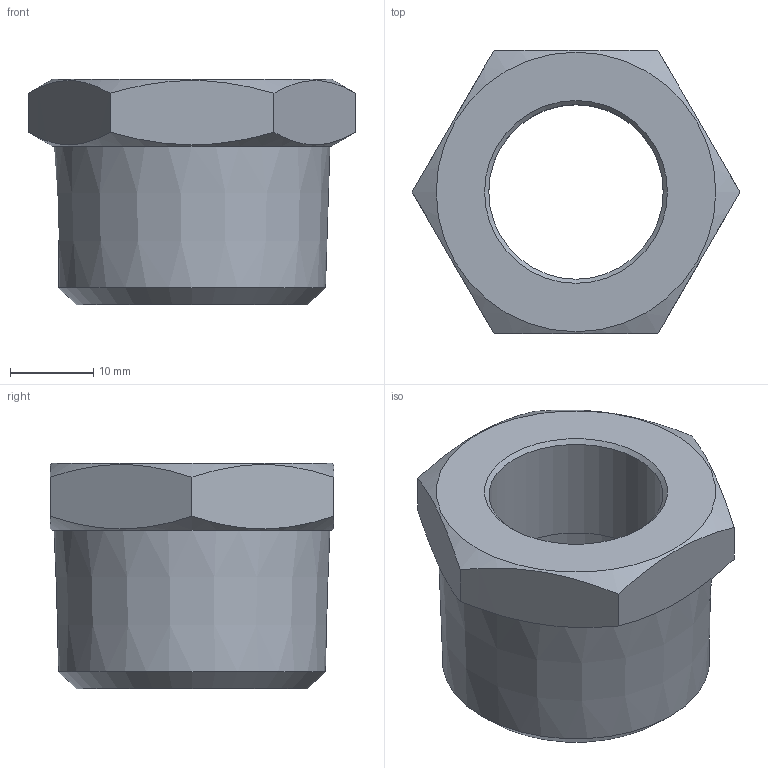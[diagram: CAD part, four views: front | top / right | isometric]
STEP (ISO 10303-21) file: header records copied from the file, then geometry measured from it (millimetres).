
FILE_DESCRIPTION( ( 'STEP AP214' ), '1' );
FILE_NAME( 'psolqas_11740_42.stp', '2021-03-04T17:27:51', ( 'License CC BY-ND 4.0' ), ( 'CADENAS' ), ' ', 'PARTsolutions', ' ' );
FILE_SCHEMA( ( 'AUTOMOTIVE_DESIGN { 1 0 10303 214 1 1 1 1 }' ) );
Length unit declared in the file: metre
Products named in the file (1): NONE
Bounding box: 39.26 x 34 x 27 mm (x, y, z)
Volume: 12461 mm3; surface area: 5720.9 mm2
Topology: 1 solids, 1 shells, 18 faces, 41 edges, 26 vertices
Faces by surface type: plane 9, cone 7, cylinder 2
Full cylindrical faces by diameter (mm): 20.91 x1, 24.5 x1
Entity records: 772 total; most frequent: CARTESIAN_POINT 261, DIRECTION 66, ORIENTED_EDGE 62, EDGE_CURVE 31, AXIS2_PLACEMENT_3D 30, EDGE_LOOP 30, VERTEX_POINT 25, FACE_OUTER_BOUND 20
